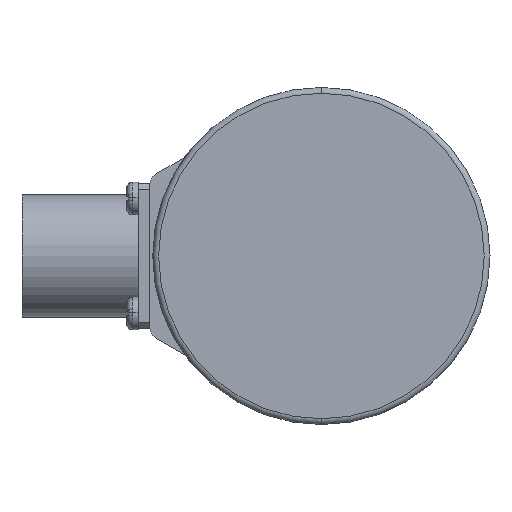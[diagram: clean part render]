
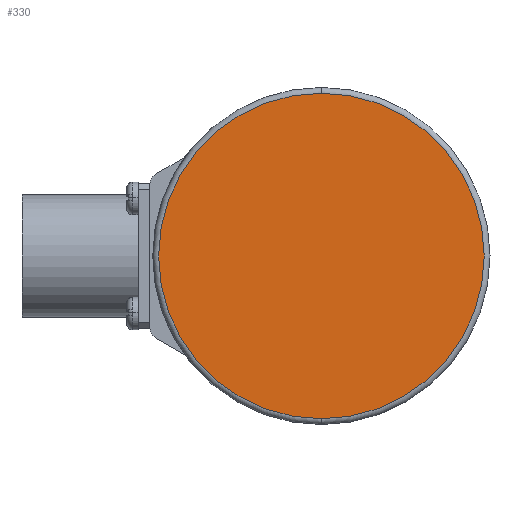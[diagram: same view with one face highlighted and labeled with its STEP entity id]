
A CAD part, front view. The second image highlights one B-rep face of the part: STEP entity #330.
In plain terms, the highlighted face is planar.
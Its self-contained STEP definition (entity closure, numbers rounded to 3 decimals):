
#330 = ADVANCED_FACE ( 'NONE', ( #960 ), #6340, .F. ) ;
#960 = FACE_OUTER_BOUND ( 'NONE', #3138, .T. ) ;
#1535 = CARTESIAN_POINT ( 'NONE',  ( 28., 0., 0. ) ) ;
#1540 = CARTESIAN_POINT ( 'NONE',  ( -28., 0., 0. ) ) ;
#2124 = AXIS2_PLACEMENT_3D ( 'NONE', #6341, #6342, #6343 ) ;
#2918 = VERTEX_POINT ( 'NONE', #1535 ) ;
#2919 = VERTEX_POINT ( 'NONE', #1540 ) ;
#3138 = EDGE_LOOP ( 'NONE', ( #6587, #6574 ) ) ;
#3514 = EDGE_CURVE ( 'NONE', #2919, #2918, #6098, .T. ) ;
#3563 = EDGE_CURVE ( 'NONE', #2918, #2919, #6190, .T. ) ;
#3851 = CARTESIAN_POINT ( 'NONE',  ( 0., 0., 0. ) ) ;
#3852 = DIRECTION ( 'NONE',  ( 0., 0., -1. ) ) ;
#3853 = DIRECTION ( 'NONE',  ( 1., 0., 0. ) ) ;
#5854 = CARTESIAN_POINT ( 'NONE',  ( 0., 0., 0. ) ) ;
#5855 = DIRECTION ( 'NONE',  ( 0., 0., -1. ) ) ;
#5856 = DIRECTION ( 'NONE',  ( 1., 0., 0. ) ) ;
#6097 = AXIS2_PLACEMENT_3D ( 'NONE', #5854, #5855, #5856 ) ;
#6098 = CIRCLE ( 'NONE', #6097, 28. ) ;
#6190 = CIRCLE ( 'NONE', #6203, 28. ) ;
#6203 = AXIS2_PLACEMENT_3D ( 'NONE', #3851, #3852, #3853 ) ;
#6340 = PLANE ( 'NONE',  #2124 ) ;
#6341 = CARTESIAN_POINT ( 'NONE',  ( 0., 0., 0. ) ) ;
#6342 = DIRECTION ( 'NONE',  ( 0., 0., 1. ) ) ;
#6343 = DIRECTION ( 'NONE',  ( 1., 0., 0. ) ) ;
#6574 = ORIENTED_EDGE ( 'NONE', *, *, #3514, .T. ) ;
#6587 = ORIENTED_EDGE ( 'NONE', *, *, #3563, .T. ) ;
